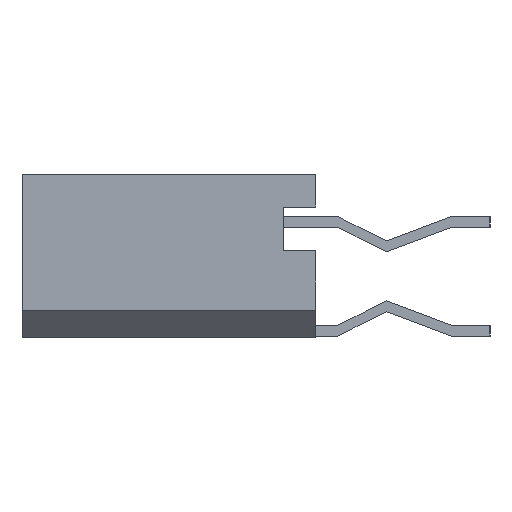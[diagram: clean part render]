
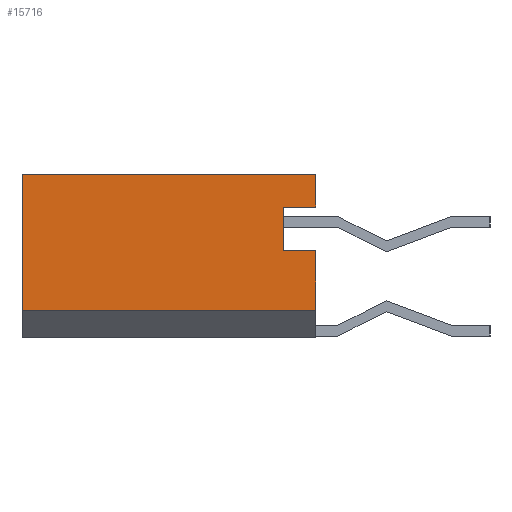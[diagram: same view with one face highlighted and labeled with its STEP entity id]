
A CAD part, left-side view. The second image highlights one B-rep face of the part: STEP entity #15716.
In plain terms, the highlighted planar face has unit normal (-1, 0, 0).
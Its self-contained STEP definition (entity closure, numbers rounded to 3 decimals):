
#1=DIRECTION('',(0.,-1.,0.));
#2=VECTOR('',#1,5.4);
#3=CARTESIAN_POINT('',(-16.5,5.4,1.5));
#4=LINE('',#3,#2);
#5=DIRECTION('',(0.,0.,-1.));
#6=VECTOR('',#5,0.6);
#7=CARTESIAN_POINT('',(-16.5,0.,1.5));
#8=LINE('',#7,#6);
#9=DIRECTION('',(0.,1.,0.));
#10=VECTOR('',#9,0.6);
#11=CARTESIAN_POINT('',(-16.5,0.,0.9));
#12=LINE('',#11,#10);
#13=DIRECTION('',(0.,0.,-1.));
#14=VECTOR('',#13,0.8);
#15=CARTESIAN_POINT('',(-16.5,0.6,0.9));
#16=LINE('',#15,#14);
#17=DIRECTION('',(0.,-1.,0.));
#18=VECTOR('',#17,0.6);
#19=CARTESIAN_POINT('',(-16.5,0.6,0.1));
#20=LINE('',#19,#18);
#21=DIRECTION('',(0.,0.,-1.));
#22=VECTOR('',#21,1.1);
#23=CARTESIAN_POINT('',(-16.5,0.,0.1));
#24=LINE('',#23,#22);
#25=DIRECTION('',(0.,0.,1.));
#26=VECTOR('',#25,2.5);
#27=CARTESIAN_POINT('',(-16.5,5.4,-1.));
#28=LINE('',#27,#26);
#2401=DIRECTION('',(0.,1.,0.));
#2402=VECTOR('',#2401,5.4);
#2403=CARTESIAN_POINT('',(-16.5,0.,-1.));
#2404=LINE('',#2403,#2402);
#11833=CARTESIAN_POINT('',(-16.5,5.4,1.5));
#11834=CARTESIAN_POINT('',(-16.5,0.,1.5));
#11835=VERTEX_POINT('',#11833);
#11836=VERTEX_POINT('',#11834);
#11837=CARTESIAN_POINT('',(-16.5,0.,0.9));
#11838=VERTEX_POINT('',#11837);
#11839=CARTESIAN_POINT('',(-16.5,0.6,0.9));
#11840=VERTEX_POINT('',#11839);
#11841=CARTESIAN_POINT('',(-16.5,0.6,0.1));
#11842=VERTEX_POINT('',#11841);
#11843=CARTESIAN_POINT('',(-16.5,0.,0.1));
#11844=VERTEX_POINT('',#11843);
#12139=CARTESIAN_POINT('',(-16.5,0.,-1.));
#12140=CARTESIAN_POINT('',(-16.5,5.4,-1.));
#12141=VERTEX_POINT('',#12139);
#12142=VERTEX_POINT('',#12140);
#15693=CARTESIAN_POINT('',(-16.5,0.,0.));
#15694=DIRECTION('',(1.,0.,0.));
#15695=DIRECTION('',(0.,0.,-1.));
#15696=AXIS2_PLACEMENT_3D('',#15693,#15694,#15695);
#15697=PLANE('',#15696);
#15699=ORIENTED_EDGE('',*,*,#15698,.T.);
#15701=ORIENTED_EDGE('',*,*,#15700,.T.);
#15703=ORIENTED_EDGE('',*,*,#15702,.T.);
#15705=ORIENTED_EDGE('',*,*,#15704,.T.);
#15707=ORIENTED_EDGE('',*,*,#15706,.T.);
#15709=ORIENTED_EDGE('',*,*,#15708,.T.);
#15711=ORIENTED_EDGE('',*,*,#15710,.T.);
#15713=ORIENTED_EDGE('',*,*,#15712,.T.);
#15714=EDGE_LOOP('',(#15699,#15701,#15703,#15705,#15707,#15709,#15711,#15713));
#15715=FACE_OUTER_BOUND('',#15714,.F.);
#15716=ADVANCED_FACE('',(#15715),#15697,.F.);
#15698=EDGE_CURVE('',#11835,#11836,#4,.T.);
#15700=EDGE_CURVE('',#11836,#11838,#8,.T.);
#15702=EDGE_CURVE('',#11838,#11840,#12,.T.);
#15704=EDGE_CURVE('',#11840,#11842,#16,.T.);
#15706=EDGE_CURVE('',#11842,#11844,#20,.T.);
#15708=EDGE_CURVE('',#11844,#12141,#24,.T.);
#15710=EDGE_CURVE('',#12141,#12142,#2404,.T.);
#15712=EDGE_CURVE('',#12142,#11835,#28,.T.);
